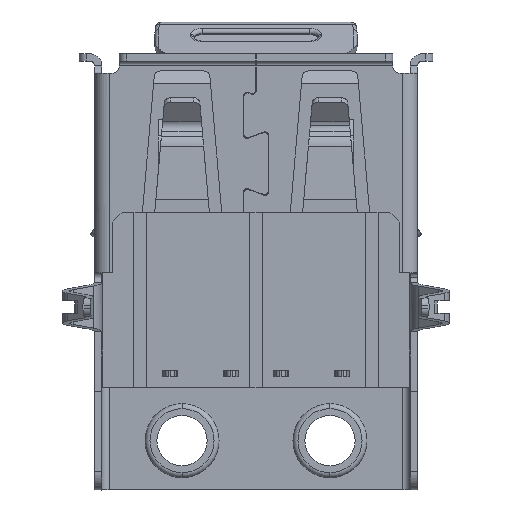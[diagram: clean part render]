
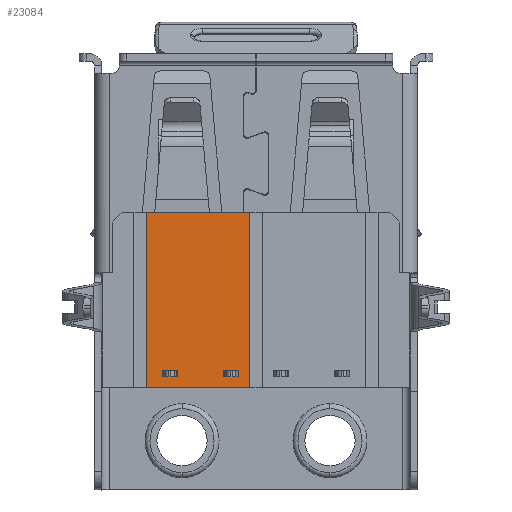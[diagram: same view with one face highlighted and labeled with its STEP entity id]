
A CAD part, front view. The second image highlights one B-rep face of the part: STEP entity #23084.
In plain terms, the highlighted planar face has unit normal (0, -1, 0).
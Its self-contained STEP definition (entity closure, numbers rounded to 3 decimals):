
#627 = EDGE_CURVE ( 'NONE', #33936, #40142, #35134, .T. ) ;
#729 = VECTOR ( 'NONE', #33947, 1000. ) ;
#735 = DIRECTION ( 'NONE',  ( -1., 0., 0. ) ) ;
#1363 = ORIENTED_EDGE ( 'NONE', *, *, #38625, .T. ) ;
#1722 = ORIENTED_EDGE ( 'NONE', *, *, #15407, .F. ) ;
#1750 = LINE ( 'NONE', #5933, #39985 ) ;
#2295 = CARTESIAN_POINT ( 'NONE',  ( -1.3, -3.629, -4.643 ) ) ;
#2670 = VERTEX_POINT ( 'NONE', #9163 ) ;
#2770 = VECTOR ( 'NONE', #23818, 1000. ) ;
#2793 = ORIENTED_EDGE ( 'NONE', *, *, #6095, .T. ) ;
#2864 = EDGE_CURVE ( 'NONE', #2670, #26023, #17849, .T. ) ;
#2984 = CARTESIAN_POINT ( 'NONE',  ( -0.578, -3.629, -4.91 ) ) ;
#3275 = ORIENTED_EDGE ( 'NONE', *, *, #627, .T. ) ;
#4031 = CARTESIAN_POINT ( 'NONE',  ( -0.7, -3.629, -4.91 ) ) ;
#4208 = EDGE_LOOP ( 'NONE', ( #4213, #17629, #21536, #2793 ) ) ;
#4213 = ORIENTED_EDGE ( 'NONE', *, *, #13730, .F. ) ;
#4248 = EDGE_CURVE ( 'NONE', #40142, #28922, #32041, .T. ) ;
#4353 = VECTOR ( 'NONE', #20478, 1000. ) ;
#4447 = VECTOR ( 'NONE', #9024, 1000. ) ;
#5291 = CARTESIAN_POINT ( 'NONE',  ( -3.078, -3.629, -4.91 ) ) ;
#5662 = VECTOR ( 'NONE', #30590, 1000. ) ;
#5933 = CARTESIAN_POINT ( 'NONE',  ( 6.479, -3.629, -5.325 ) ) ;
#6095 = EDGE_CURVE ( 'NONE', #8807, #25082, #15624, .T. ) ;
#8241 = LINE ( 'NONE', #24085, #2770 ) ;
#8360 = VERTEX_POINT ( 'NONE', #29786 ) ;
#8448 = CARTESIAN_POINT ( 'NONE',  ( -4.45, -3.629, -5.325 ) ) ;
#8505 = FACE_BOUND ( 'NONE', #4208, .T. ) ;
#8527 = CARTESIAN_POINT ( 'NONE',  ( -3.2, -3.629, -4.643 ) ) ;
#8807 = VERTEX_POINT ( 'NONE', #15751 ) ;
#8914 = LINE ( 'NONE', #40210, #38685 ) ;
#9024 = DIRECTION ( 'NONE',  ( 0., 0., -1. ) ) ;
#9163 = CARTESIAN_POINT ( 'NONE',  ( -0.7, -3.629, -4.66 ) ) ;
#10343 = CARTESIAN_POINT ( 'NONE',  ( -3.8, -3.629, -4.643 ) ) ;
#11019 = EDGE_LOOP ( 'NONE', ( #26606, #14641, #27712, #3275 ) ) ;
#12623 = CARTESIAN_POINT ( 'NONE',  ( -0.7, -3.629, -5.467 ) ) ;
#13537 = EDGE_CURVE ( 'NONE', #35585, #31838, #20770, .T. ) ;
#13730 = EDGE_CURVE ( 'NONE', #2670, #25082, #8914, .T. ) ;
#14254 = CARTESIAN_POINT ( 'NONE',  ( -3.2, -3.629, -4.91 ) ) ;
#14459 = DIRECTION ( 'NONE',  ( -1., 0., 0. ) ) ;
#14641 = ORIENTED_EDGE ( 'NONE', *, *, #36714, .T. ) ;
#15407 = EDGE_CURVE ( 'NONE', #35585, #20497, #1750, .T. ) ;
#15624 = LINE ( 'NONE', #2295, #729 ) ;
#15751 = CARTESIAN_POINT ( 'NONE',  ( -1.3, -3.629, -4.91 ) ) ;
#16917 = DIRECTION ( 'NONE',  ( 0., 0., 1. ) ) ;
#17566 = ORIENTED_EDGE ( 'NONE', *, *, #17628, .T. ) ;
#17628 = EDGE_CURVE ( 'NONE', #31838, #40775, #31720, .T. ) ;
#17629 = ORIENTED_EDGE ( 'NONE', *, *, #2864, .T. ) ;
#17849 = LINE ( 'NONE', #12623, #4447 ) ;
#19599 = CARTESIAN_POINT ( 'NONE',  ( -3.8, -3.629, -4.91 ) ) ;
#20478 = DIRECTION ( 'NONE',  ( 0., 0., -1. ) ) ;
#20497 = VERTEX_POINT ( 'NONE', #8448 ) ;
#20770 = LINE ( 'NONE', #36466, #33252 ) ;
#21207 = DIRECTION ( 'NONE',  ( 0., -1., 0. ) ) ;
#21229 = VECTOR ( 'NONE', #14459, 1000. ) ;
#21536 = ORIENTED_EDGE ( 'NONE', *, *, #27101, .T. ) ;
#22550 = LINE ( 'NONE', #8527, #5662 ) ;
#23084 = ADVANCED_FACE ( 'NONE', ( #34298, #8505, #38282 ), #23989, .T. ) ;
#23264 = AXIS2_PLACEMENT_3D ( 'NONE', #37182, #21207, #24411 ) ;
#23818 = DIRECTION ( 'NONE',  ( 1., 0., 0. ) ) ;
#23989 = PLANE ( 'NONE',  #23264 ) ;
#24085 = CARTESIAN_POINT ( 'NONE',  ( -6.479, -3.629, -4.66 ) ) ;
#24411 = DIRECTION ( 'NONE',  ( 0., 0., -1. ) ) ;
#25082 = VERTEX_POINT ( 'NONE', #36943 ) ;
#26023 = VERTEX_POINT ( 'NONE', #4031 ) ;
#26606 = ORIENTED_EDGE ( 'NONE', *, *, #4248, .T. ) ;
#26920 = DIRECTION ( 'NONE',  ( 0., 0., 1. ) ) ;
#27101 = EDGE_CURVE ( 'NONE', #26023, #8807, #35403, .T. ) ;
#27712 = ORIENTED_EDGE ( 'NONE', *, *, #41212, .T. ) ;
#28528 = CARTESIAN_POINT ( 'NONE',  ( -3.8, -3.629, -4.66 ) ) ;
#28922 = VERTEX_POINT ( 'NONE', #28528 ) ;
#29786 = CARTESIAN_POINT ( 'NONE',  ( -3.2, -3.629, -4.66 ) ) ;
#30590 = DIRECTION ( 'NONE',  ( 0., 0., -1. ) ) ;
#30726 = VECTOR ( 'NONE', #36574, 1000. ) ;
#30769 = CARTESIAN_POINT ( 'NONE',  ( -0.25, -3.629, -5.325 ) ) ;
#31198 = DIRECTION ( 'NONE',  ( -1., 0., 0. ) ) ;
#31558 = ORIENTED_EDGE ( 'NONE', *, *, #13537, .T. ) ;
#31720 = LINE ( 'NONE', #33389, #30726 ) ;
#31838 = VERTEX_POINT ( 'NONE', #33001 ) ;
#32041 = LINE ( 'NONE', #10343, #39497 ) ;
#33001 = CARTESIAN_POINT ( 'NONE',  ( -0.25, -3.629, 1.775 ) ) ;
#33252 = VECTOR ( 'NONE', #26920, 1000. ) ;
#33389 = CARTESIAN_POINT ( 'NONE',  ( -6.479, -3.629, 1.775 ) ) ;
#33412 = CARTESIAN_POINT ( 'NONE',  ( -4.45, -3.629, 1.775 ) ) ;
#33581 = DIRECTION ( 'NONE',  ( -1., 0., 0. ) ) ;
#33936 = VERTEX_POINT ( 'NONE', #14254 ) ;
#33947 = DIRECTION ( 'NONE',  ( 0., 0., 1. ) ) ;
#34298 = FACE_BOUND ( 'NONE', #11019, .T. ) ;
#34413 = VECTOR ( 'NONE', #735, 1000. ) ;
#34681 = LINE ( 'NONE', #36312, #4353 ) ;
#35094 = EDGE_LOOP ( 'NONE', ( #1722, #31558, #17566, #1363 ) ) ;
#35134 = LINE ( 'NONE', #5291, #21229 ) ;
#35403 = LINE ( 'NONE', #2984, #34413 ) ;
#35585 = VERTEX_POINT ( 'NONE', #30769 ) ;
#36312 = CARTESIAN_POINT ( 'NONE',  ( -4.45, -3.629, -5.467 ) ) ;
#36466 = CARTESIAN_POINT ( 'NONE',  ( -0.25, -3.629, -5.467 ) ) ;
#36574 = DIRECTION ( 'NONE',  ( -1., 0., 0. ) ) ;
#36714 = EDGE_CURVE ( 'NONE', #28922, #8360, #8241, .T. ) ;
#36943 = CARTESIAN_POINT ( 'NONE',  ( -1.3, -3.629, -4.66 ) ) ;
#37182 = CARTESIAN_POINT ( 'NONE',  ( -6.479, -3.629, -5.467 ) ) ;
#38282 = FACE_OUTER_BOUND ( 'NONE', #35094, .T. ) ;
#38625 = EDGE_CURVE ( 'NONE', #40775, #20497, #34681, .T. ) ;
#38685 = VECTOR ( 'NONE', #33581, 1000. ) ;
#39497 = VECTOR ( 'NONE', #16917, 1000. ) ;
#39985 = VECTOR ( 'NONE', #31198, 1000. ) ;
#40142 = VERTEX_POINT ( 'NONE', #19599 ) ;
#40210 = CARTESIAN_POINT ( 'NONE',  ( -0.578, -3.629, -4.66 ) ) ;
#40775 = VERTEX_POINT ( 'NONE', #33412 ) ;
#41212 = EDGE_CURVE ( 'NONE', #8360, #33936, #22550, .T. ) ;
